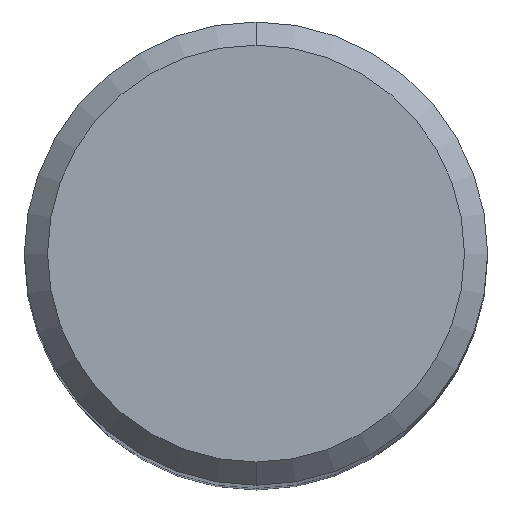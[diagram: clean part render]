
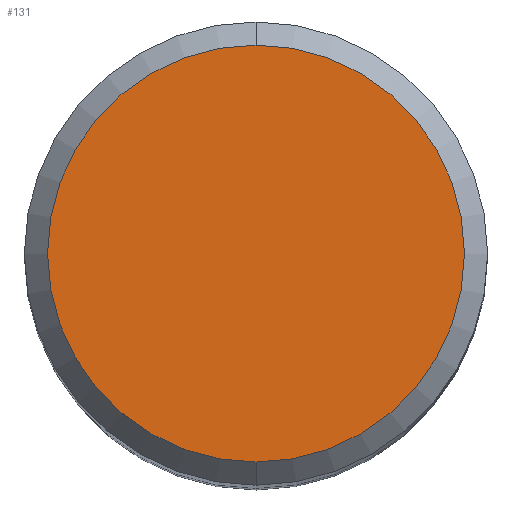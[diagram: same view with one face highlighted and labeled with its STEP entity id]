
A CAD part, top view. The second image highlights one B-rep face of the part: STEP entity #131.
In plain terms, the highlighted planar face has unit normal (0, 0, 1).
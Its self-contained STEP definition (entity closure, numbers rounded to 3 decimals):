
#127=VERTEX_POINT('',#282);
#131=ADVANCED_FACE('',(#286),#287,.T.);
#179=EDGE_CURVE('',#187,#127,#340,.T.);
#185=EDGE_CURVE('',#127,#187,#347,.T.);
#187=VERTEX_POINT('',#349);
#282=CARTESIAN_POINT('',(0.0,5.4,0.0));
#286=FACE_OUTER_BOUND('',#453,.T.);
#287=PLANE('',#454);
#340=CIRCLE('',#524,5.4);
#347=CIRCLE('',#532,5.4);
#349=CARTESIAN_POINT('',(0.,-5.4,0.0));
#453=EDGE_LOOP('',(#640,#641));
#454=AXIS2_PLACEMENT_3D('',#642,#643,#644);
#524=AXIS2_PLACEMENT_3D('',#716,#717,#718);
#532=AXIS2_PLACEMENT_3D('',#726,#727,#728);
#640=ORIENTED_EDGE('',*,*,#185,.F.);
#641=ORIENTED_EDGE('',*,*,#179,.F.);
#642=CARTESIAN_POINT('',(0.0,2.7,0.0));
#643=DIRECTION('',(-0.0,0.0,1.0));
#644=DIRECTION('',(0.0,-1.0,0.0));
#716=CARTESIAN_POINT('',(0.0,0.0,0.0));
#717=DIRECTION('',(0.0,0.0,-1.0));
#718=DIRECTION('',(0.0,1.0,0.0));
#726=CARTESIAN_POINT('',(0.0,0.0,0.0));
#727=DIRECTION('',(0.0,0.0,-1.0));
#728=DIRECTION('',(0.0,1.0,0.0));
